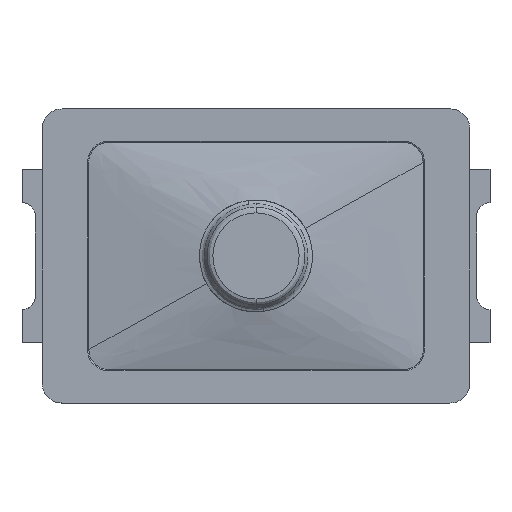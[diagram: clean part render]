
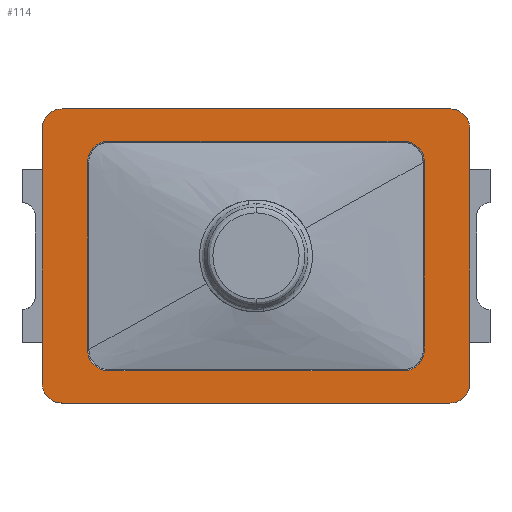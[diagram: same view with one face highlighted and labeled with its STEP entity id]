
A CAD part, top view. The second image highlights one B-rep face of the part: STEP entity #114.
In plain terms, the highlighted planar face has unit normal (0, 0, 1).
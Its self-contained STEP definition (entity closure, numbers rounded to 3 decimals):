
#11=FACE_BOUND('',#519,.T.);
#114=ADVANCED_FACE('',(#316,#11),#3232,.T.);
#316=FACE_OUTER_BOUND('',#518,.T.);
#518=EDGE_LOOP('',(#895,#896,#897,#898,#899,#900,#901,#902));
#519=EDGE_LOOP('',(#903,#904));
#895=ORIENTED_EDGE('',*,*,#1851,.F.);
#896=ORIENTED_EDGE('',*,*,#1828,.T.);
#897=ORIENTED_EDGE('',*,*,#1847,.F.);
#898=ORIENTED_EDGE('',*,*,#1829,.T.);
#899=ORIENTED_EDGE('',*,*,#1842,.F.);
#900=ORIENTED_EDGE('',*,*,#1830,.T.);
#901=ORIENTED_EDGE('',*,*,#1837,.F.);
#902=ORIENTED_EDGE('',*,*,#1831,.T.);
#903=ORIENTED_EDGE('',*,*,#2218,.T.);
#904=ORIENTED_EDGE('',*,*,#2226,.T.);
#1828=EDGE_CURVE('',#2845,#2847,#2506,.T.);
#1829=EDGE_CURVE('',#2848,#2849,#2507,.T.);
#1830=EDGE_CURVE('',#2850,#2851,#2508,.T.);
#1831=EDGE_CURVE('',#2852,#2846,#2509,.T.);
#1837=EDGE_CURVE('',#2852,#2851,#2270,.T.);
#1842=EDGE_CURVE('',#2850,#2849,#2272,.T.);
#1847=EDGE_CURVE('',#2848,#2847,#2274,.T.);
#1851=EDGE_CURVE('',#2845,#2846,#2276,.T.);
#2218=EDGE_CURVE('',#3080,#3085,#2409,.T.);
#2226=EDGE_CURVE('',#3085,#3080,#2416,.T.);
#2270=(
BOUNDED_CURVE()
B_SPLINE_CURVE(2,(#7339,#7340,#7341),.UNSPECIFIED.,.F.,.F.)
B_SPLINE_CURVE_WITH_KNOTS((3,3),(0.,0.236),.UNSPECIFIED.)
CURVE()
GEOMETRIC_REPRESENTATION_ITEM()
RATIONAL_B_SPLINE_CURVE((1.,0.707,1.))
REPRESENTATION_ITEM('')
);
#2272=(
BOUNDED_CURVE()
B_SPLINE_CURVE(2,(#7351,#7352,#7353),.UNSPECIFIED.,.F.,.F.)
B_SPLINE_CURVE_WITH_KNOTS((3,3),(0.,0.236),.UNSPECIFIED.)
CURVE()
GEOMETRIC_REPRESENTATION_ITEM()
RATIONAL_B_SPLINE_CURVE((1.,0.707,1.))
REPRESENTATION_ITEM('')
);
#2274=(
BOUNDED_CURVE()
B_SPLINE_CURVE(2,(#7363,#7364,#7365),.UNSPECIFIED.,.F.,.F.)
B_SPLINE_CURVE_WITH_KNOTS((3,3),(0.,0.236),.UNSPECIFIED.)
CURVE()
GEOMETRIC_REPRESENTATION_ITEM()
RATIONAL_B_SPLINE_CURVE((1.,0.707,1.))
REPRESENTATION_ITEM('')
);
#2276=(
BOUNDED_CURVE()
B_SPLINE_CURVE(2,(#7373,#7374,#7375),.UNSPECIFIED.,.F.,.F.)
B_SPLINE_CURVE_WITH_KNOTS((3,3),(0.,0.236),.UNSPECIFIED.)
CURVE()
GEOMETRIC_REPRESENTATION_ITEM()
RATIONAL_B_SPLINE_CURVE((1.,0.707,1.))
REPRESENTATION_ITEM('')
);
#2409=(
BOUNDED_CURVE()
B_SPLINE_CURVE(3,(#8358,#8359,#8360,#8361,#8362,#8363,#8364,#8365,#8366,
#8367,#8368,#8369,#8370,#8371,#8372),.UNSPECIFIED.,.F.,.F.)
B_SPLINE_CURVE_WITH_KNOTS((4,1,3,3,1,3,4),(0.,0.126,0.251,
1.651,1.777,1.903,4.103),
 .UNSPECIFIED.)
CURVE()
GEOMETRIC_REPRESENTATION_ITEM()
RATIONAL_B_SPLINE_CURVE((1.,1.,1.,1.,1.,1.,1.,1.,1.,
1.,1.,1.,1.,1.,1.))
REPRESENTATION_ITEM('')
);
#2416=(
BOUNDED_CURVE()
B_SPLINE_CURVE(3,(#8435,#8436,#8437,#8438,#8439,#8440,#8441,#8442,#8443,
#8444,#8445,#8446,#8447,#8448,#8449),.UNSPECIFIED.,.F.,.F.)
B_SPLINE_CURVE_WITH_KNOTS((4,1,3,3,1,3,4),(4.103,4.228,
4.354,5.754,5.88,6.005,8.205),
 .UNSPECIFIED.)
CURVE()
GEOMETRIC_REPRESENTATION_ITEM()
RATIONAL_B_SPLINE_CURVE((1.,1.,1.,1.,1.,1.,1.,1.,1.,1.,1.,1.,1.,1.,1.))
REPRESENTATION_ITEM('')
);
#2506=B_SPLINE_CURVE_WITH_KNOTS('',1,(#7320,#7321),.UNSPECIFIED.,.F.,.F.,
(2,2),(-1.9,0.),.UNSPECIFIED.);
#2507=B_SPLINE_CURVE_WITH_KNOTS('',1,(#7322,#7323),.UNSPECIFIED.,.F.,.F.,
(2,2),(-2.9,0.),.UNSPECIFIED.);
#2508=B_SPLINE_CURVE_WITH_KNOTS('',1,(#7324,#7325),.UNSPECIFIED.,.F.,.F.,
(2,2),(-1.9,0.),.UNSPECIFIED.);
#2509=B_SPLINE_CURVE_WITH_KNOTS('',1,(#7326,#7327),.UNSPECIFIED.,.F.,.F.,
(2,2),(-2.9,0.),.UNSPECIFIED.);
#2845=VERTEX_POINT('',#7050);
#2846=VERTEX_POINT('',#7051);
#2847=VERTEX_POINT('',#7052);
#2848=VERTEX_POINT('',#7053);
#2849=VERTEX_POINT('',#7054);
#2850=VERTEX_POINT('',#7055);
#2851=VERTEX_POINT('',#7056);
#2852=VERTEX_POINT('',#7057);
#3080=VERTEX_POINT('',#7285);
#3085=VERTEX_POINT('',#7290);
#3232=PLANE('',#3342);
#3342=AXIS2_PLACEMENT_3D('',#4262,#3435,$);
#3435=DIRECTION('',(0.,0.,1.));
#4262=CARTESIAN_POINT('',(-1.92,-1.06,0.085));
#7050=CARTESIAN_POINT('',(-1.6,1.21,0.085));
#7051=CARTESIAN_POINT('',(-1.45,1.36,0.085));
#7052=CARTESIAN_POINT('',(-1.6,-0.69,0.085));
#7053=CARTESIAN_POINT('',(-1.45,-0.84,0.085));
#7054=CARTESIAN_POINT('',(1.45,-0.84,0.085));
#7055=CARTESIAN_POINT('',(1.6,-0.69,0.085));
#7056=CARTESIAN_POINT('',(1.6,1.21,0.085));
#7057=CARTESIAN_POINT('',(1.45,1.36,0.085));
#7285=CARTESIAN_POINT('',(-1.1,-0.6,0.085));
#7290=CARTESIAN_POINT('',(1.1,1.12,0.085));
#7320=CARTESIAN_POINT('',(-1.6,1.21,0.085));
#7321=CARTESIAN_POINT('',(-1.6,-0.69,0.085));
#7322=CARTESIAN_POINT('',(-1.45,-0.84,0.085));
#7323=CARTESIAN_POINT('',(1.45,-0.84,0.085));
#7324=CARTESIAN_POINT('',(1.6,-0.69,0.085));
#7325=CARTESIAN_POINT('',(1.6,1.21,0.085));
#7326=CARTESIAN_POINT('',(1.45,1.36,0.085));
#7327=CARTESIAN_POINT('',(-1.45,1.36,0.085));
#7339=CARTESIAN_POINT('',(1.45,1.36,0.085));
#7340=CARTESIAN_POINT('',(1.6,1.36,0.085));
#7341=CARTESIAN_POINT('',(1.6,1.21,0.085));
#7351=CARTESIAN_POINT('',(1.6,-0.69,0.085));
#7352=CARTESIAN_POINT('',(1.6,-0.84,0.085));
#7353=CARTESIAN_POINT('',(1.45,-0.84,0.085));
#7363=CARTESIAN_POINT('',(-1.45,-0.84,0.085));
#7364=CARTESIAN_POINT('',(-1.6,-0.84,0.085));
#7365=CARTESIAN_POINT('',(-1.6,-0.69,0.085));
#7373=CARTESIAN_POINT('',(-1.6,1.21,0.085));
#7374=CARTESIAN_POINT('',(-1.6,1.36,0.085));
#7375=CARTESIAN_POINT('',(-1.45,1.36,0.085));
#8358=CARTESIAN_POINT('',(-1.1,-0.6,0.085));
#8359=CARTESIAN_POINT('',(-1.142,-0.6,0.085));
#8360=CARTESIAN_POINT('',(-1.225,-0.565,0.085));
#8361=CARTESIAN_POINT('',(-1.26,-0.482,0.085));
#8362=CARTESIAN_POINT('',(-1.26,-0.44,0.085));
#8363=CARTESIAN_POINT('',(-1.26,0.027,0.085));
#8364=CARTESIAN_POINT('',(-1.26,0.493,0.085));
#8365=CARTESIAN_POINT('',(-1.26,0.96,0.085));
#8366=CARTESIAN_POINT('',(-1.26,1.002,0.085));
#8367=CARTESIAN_POINT('',(-1.225,1.085,0.085));
#8368=CARTESIAN_POINT('',(-1.142,1.12,0.085));
#8369=CARTESIAN_POINT('',(-1.1,1.12,0.085));
#8370=CARTESIAN_POINT('',(-0.367,1.12,0.085));
#8371=CARTESIAN_POINT('',(0.367,1.12,0.085));
#8372=CARTESIAN_POINT('',(1.1,1.12,0.085));
#8435=CARTESIAN_POINT('',(1.1,1.12,0.085));
#8436=CARTESIAN_POINT('',(1.142,1.12,0.085));
#8437=CARTESIAN_POINT('',(1.225,1.085,0.085));
#8438=CARTESIAN_POINT('',(1.26,1.002,0.085));
#8439=CARTESIAN_POINT('',(1.26,0.96,0.085));
#8440=CARTESIAN_POINT('',(1.26,0.493,0.085));
#8441=CARTESIAN_POINT('',(1.26,0.027,0.085));
#8442=CARTESIAN_POINT('',(1.26,-0.44,0.085));
#8443=CARTESIAN_POINT('',(1.26,-0.482,0.085));
#8444=CARTESIAN_POINT('',(1.225,-0.565,0.085));
#8445=CARTESIAN_POINT('',(1.142,-0.6,0.085));
#8446=CARTESIAN_POINT('',(1.1,-0.6,0.085));
#8447=CARTESIAN_POINT('',(0.367,-0.6,0.085));
#8448=CARTESIAN_POINT('',(-0.367,-0.6,0.085));
#8449=CARTESIAN_POINT('',(-1.1,-0.6,0.085));
